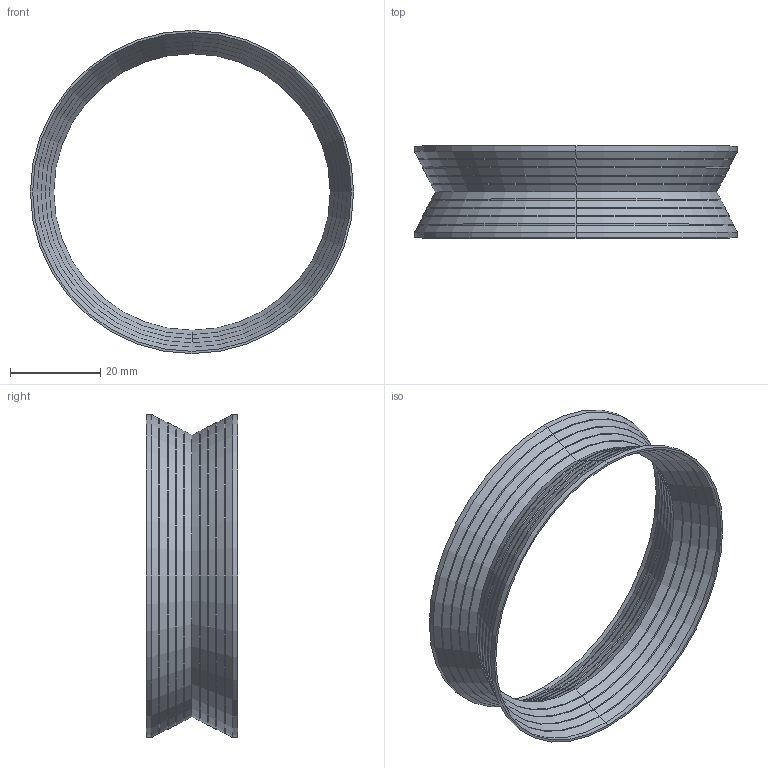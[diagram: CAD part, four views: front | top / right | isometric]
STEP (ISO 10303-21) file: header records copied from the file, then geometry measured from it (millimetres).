
FILE_DESCRIPTION (( 'STEP AP214' ), '1' );
FILE_NAME ('(x1)_POSPA_RecRoundv10.STEP', '2023-12-13T07:17:36', ( '' ), ( '' ), 'SwSTEP 2.0', 'SolidWorks 2022', '' );
FILE_SCHEMA (( 'AUTOMOTIVE_DESIGN' ));
Length unit declared in the file: millimetre
Products named in the file (1): (x1)_POSPA_RecRoundv10
Bounding box: 71.79 x 20.4 x 71.79 mm (x, y, z)
Volume: 2413 mm3; surface area: 9876 mm2
Topology: 1 solids, 1 shells, 82 faces, 164 edges, 84 vertices
Faces by surface type: cone 40, cylinder 40, plane 2
Entity records: 2102 total; most frequent: DIRECTION 414, CARTESIAN_POINT 331, ORIENTED_EDGE 328, AXIS2_PLACEMENT_3D 167, EDGE_CURVE 164, CIRCLE 84, VERTEX_POINT 84, EDGE_LOOP 84
